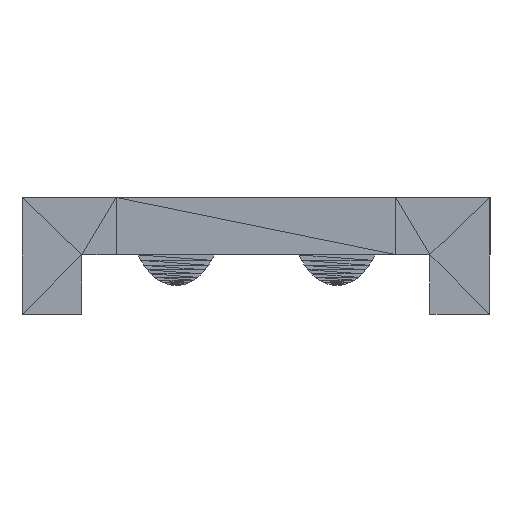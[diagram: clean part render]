
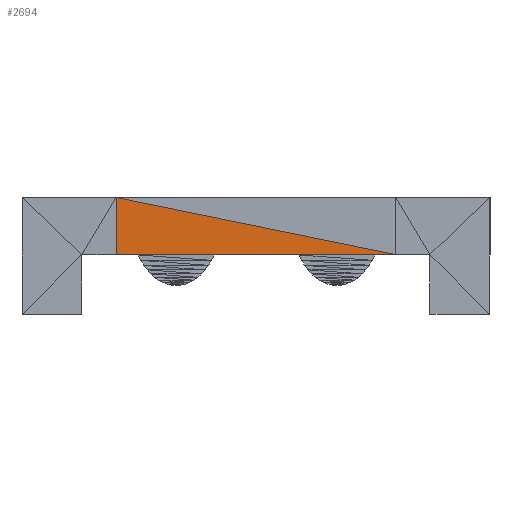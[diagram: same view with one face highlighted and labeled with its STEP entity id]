
A CAD part, front view. The second image highlights one B-rep face of the part: STEP entity #2694.
In plain terms, the highlighted planar face has unit normal (0, -1, 0).
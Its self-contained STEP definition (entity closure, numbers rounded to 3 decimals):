
#2694=ADVANCED_FACE('',(#6074),#36985,.T.);
#6074=FACE_OUTER_BOUND('',#9456,.T.);
#9456=EDGE_LOOP('',(#18326,#18327,#18328));
#18326=ORIENTED_EDGE('',*,*,#26043,.T.);
#18327=ORIENTED_EDGE('',*,*,#26046,.T.);
#18328=ORIENTED_EDGE('',*,*,#26044,.F.);
#26043=EDGE_CURVE('',#33984,#33985,#31645,.T.);
#26044=EDGE_CURVE('',#33984,#33986,#31646,.T.);
#26046=EDGE_CURVE('',#33985,#33986,#31648,.T.);
#31645=B_SPLINE_CURVE_WITH_KNOTS('',1,(#60396,#60397),.UNSPECIFIED.,.F.,
 .F.,(2,2),(0.,1.),.UNSPECIFIED.);
#31646=B_SPLINE_CURVE_WITH_KNOTS('',1,(#60398,#60399),.UNSPECIFIED.,.F.,
 .F.,(2,2),(0.,1.),.UNSPECIFIED.);
#31648=B_SPLINE_CURVE_WITH_KNOTS('',1,(#60402,#60403),.UNSPECIFIED.,.F.,
 .F.,(2,2),(0.,24.5),.UNSPECIFIED.);
#33984=VERTEX_POINT('',#50083);
#33985=VERTEX_POINT('',#50084);
#33986=VERTEX_POINT('',#50085);
#36985=PLANE('',#40361);
#40361=AXIS2_PLACEMENT_3D('',#47316,#43803,$);
#43803=DIRECTION('',(0.,-1.,0.));
#47316=CARTESIAN_POINT('',(-2.268,-1.25,22.));
#50083=CARTESIAN_POINT('',(-2.268,-1.25,22.));
#50084=CARTESIAN_POINT('',(-2.268,-1.25,17.));
#50085=CARTESIAN_POINT('',(22.232,-1.25,17.));
#60396=CARTESIAN_POINT('',(-2.268,-1.25,22.));
#60397=CARTESIAN_POINT('',(-2.268,-1.25,17.));
#60398=CARTESIAN_POINT('',(-2.268,-1.25,22.));
#60399=CARTESIAN_POINT('',(22.232,-1.25,17.));
#60402=CARTESIAN_POINT('',(-2.268,-1.25,17.));
#60403=CARTESIAN_POINT('',(22.232,-1.25,17.));
